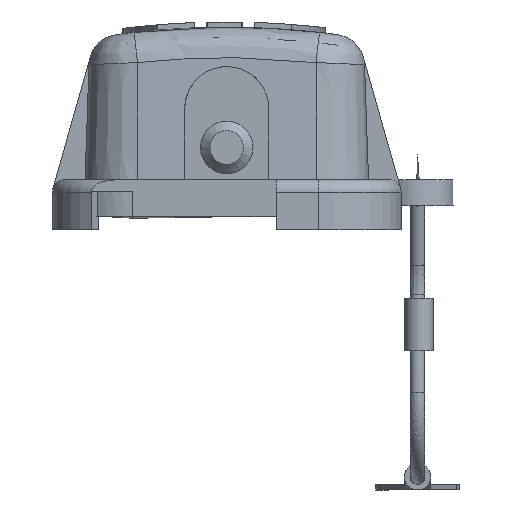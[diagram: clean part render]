
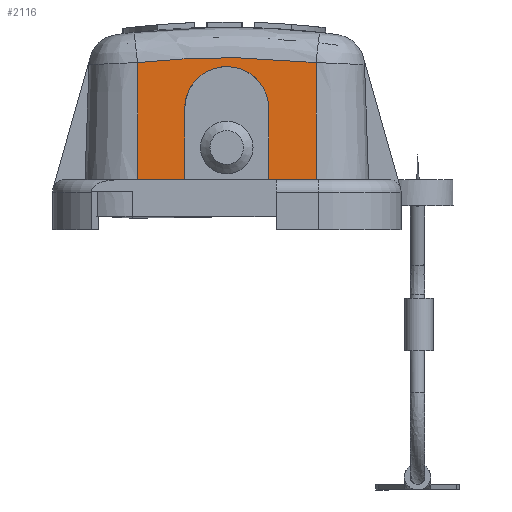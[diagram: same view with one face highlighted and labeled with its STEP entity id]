
A CAD part, left-side view. The second image highlights one B-rep face of the part: STEP entity #2116.
In plain terms, the highlighted planar face has unit normal (-0.999, 0, 0.035).
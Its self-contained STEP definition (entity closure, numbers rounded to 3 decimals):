
#1080=ELLIPSE('',#5934,77.047,77.);
#1081=ELLIPSE('',#5935,4.002,4.);
#1463=LINE('',#8163,#1822);
#1467=LINE('',#8171,#1826);
#1509=LINE('',#8315,#1868);
#1510=LINE('',#8317,#1869);
#1511=LINE('',#8321,#1870);
#1512=LINE('',#8322,#1871);
#1822=VECTOR('',#6589,1.);
#1826=VECTOR('',#6593,1.);
#1868=VECTOR('',#6705,1.);
#1869=VECTOR('',#6706,1.);
#1870=VECTOR('',#6709,1.);
#1871=VECTOR('',#6710,1.);
#2116=ADVANCED_FACE('',(#2537),#2373,.T.);
#2373=PLANE('',#5936);
#2537=FACE_OUTER_BOUND('',#2781,.T.);
#2781=EDGE_LOOP('',(#3414,#3415,#3416,#3417,#3418,#3419,#3420,#3421));
#3414=ORIENTED_EDGE('',*,*,#5093,.F.);
#3415=ORIENTED_EDGE('',*,*,#5020,.T.);
#3416=ORIENTED_EDGE('',*,*,#5094,.F.);
#3417=ORIENTED_EDGE('',*,*,#5095,.T.);
#3418=ORIENTED_EDGE('',*,*,#5096,.T.);
#3419=ORIENTED_EDGE('',*,*,#5024,.T.);
#3420=ORIENTED_EDGE('',*,*,#5097,.F.);
#3421=ORIENTED_EDGE('',*,*,#5098,.F.);
#4539=VERTEX_POINT('',#8162);
#4540=VERTEX_POINT('',#8164);
#4543=VERTEX_POINT('',#8170);
#4544=VERTEX_POINT('',#8172);
#4599=VERTEX_POINT('',#8316);
#4600=VERTEX_POINT('',#8318);
#4601=VERTEX_POINT('',#8320);
#4602=VERTEX_POINT('',#8323);
#5020=EDGE_CURVE('',#4540,#4539,#1463,.T.);
#5024=EDGE_CURVE('',#4544,#4543,#1467,.T.);
#5093=EDGE_CURVE('',#4540,#4599,#1509,.T.);
#5094=EDGE_CURVE('',#4600,#4539,#1510,.T.);
#5095=EDGE_CURVE('',#4600,#4601,#1080,.T.);
#5096=EDGE_CURVE('',#4601,#4544,#1511,.T.);
#5097=EDGE_CURVE('',#4602,#4543,#1512,.T.);
#5098=EDGE_CURVE('',#4599,#4602,#1081,.T.);
#5934=AXIS2_PLACEMENT_3D('',#8319,#6707,#6708);
#5935=AXIS2_PLACEMENT_3D('',#8324,#6711,#6712);
#5936=AXIS2_PLACEMENT_3D('',#8325,#6713,#6714);
#6589=DIRECTION('',(0.,-1.,0.));
#6593=DIRECTION('',(0.,-1.,0.));
#6705=DIRECTION('',(0.035,0.,0.999));
#6706=DIRECTION('',(-0.035,0.,-0.999));
#6707=DIRECTION('',(-0.999,0.,0.035));
#6708=DIRECTION('',(-0.035,0.,-0.999));
#6709=DIRECTION('',(-0.035,0.,-0.999));
#6710=DIRECTION('',(-0.035,0.,-0.999));
#6711=DIRECTION('',(-0.999,0.,0.035));
#6712=DIRECTION('',(0.035,0.,0.999));
#6713=DIRECTION('',(-0.999,0.,0.035));
#6714=DIRECTION('',(0.035,0.,0.999));
#8162=CARTESIAN_POINT('',(27.923,-33.59,-27.549));
#8163=CARTESIAN_POINT('',(27.923,-33.79,-27.549));
#8164=CARTESIAN_POINT('',(27.923,-29.09,-27.549));
#8170=CARTESIAN_POINT('',(27.923,-21.09,-27.549));
#8171=CARTESIAN_POINT('',(27.923,-25.09,-27.549));
#8172=CARTESIAN_POINT('',(27.923,-16.59,-27.549));
#8315=CARTESIAN_POINT('',(27.923,-29.09,-27.549));
#8316=CARTESIAN_POINT('',(28.158,-29.09,-20.799));
#8317=CARTESIAN_POINT('',(27.923,-33.59,-27.549));
#8318=CARTESIAN_POINT('',(28.311,-33.59,-16.415));
#8319=CARTESIAN_POINT('',(25.639,-25.09,-92.944));
#8320=CARTESIAN_POINT('',(28.311,-16.59,-16.415));
#8321=CARTESIAN_POINT('',(27.923,-16.59,-27.549));
#8322=CARTESIAN_POINT('',(27.923,-21.09,-27.549));
#8323=CARTESIAN_POINT('',(28.158,-21.09,-20.799));
#8324=CARTESIAN_POINT('',(28.158,-25.09,-20.799));
#8325=CARTESIAN_POINT('',(27.923,-25.09,-27.549));
